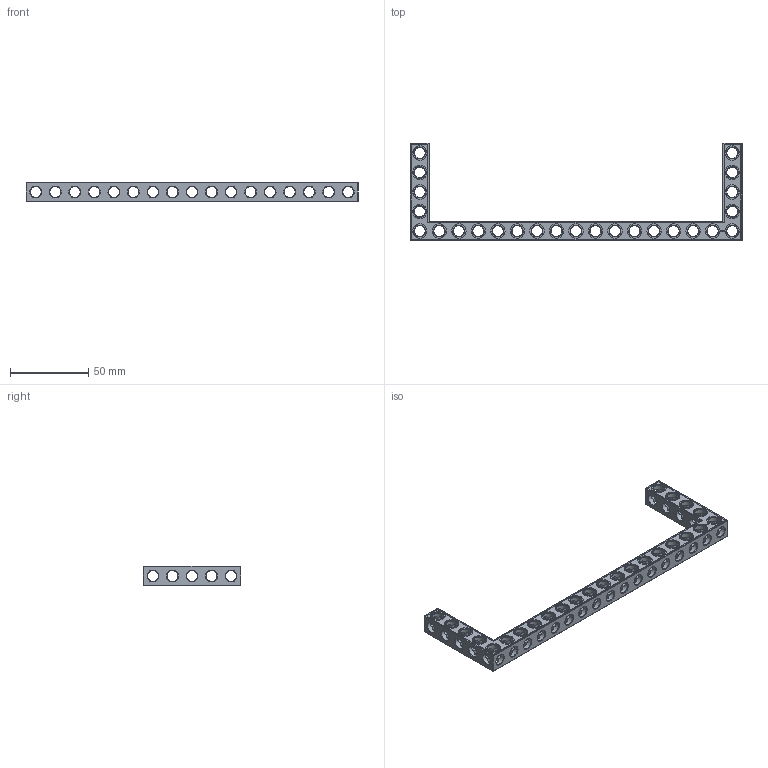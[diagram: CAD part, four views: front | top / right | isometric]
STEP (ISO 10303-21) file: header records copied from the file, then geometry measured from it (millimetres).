
FILE_DESCRIPTION(('FreeCAD Model'),'2;1');
FILE_NAME('Open CASCADE Shape Model','2022-03-06T17:26:36',('Author'),( ''),'Open CASCADE STEP processor 7.5','FreeCAD','Unknown');
FILE_SCHEMA(('AUTOMOTIVE_DESIGN { 1 0 10303 214 1 1 1 1 }'));
Products named in the file (1): Beam AGD ESS USH SYM BU17x05x01 - SPN-BEM-0578 (stemfie.org)
Bounding box: 212.5 x 62.5 x 12.5 mm (x, y, z)
Volume: 24416.9 mm3; surface area: 21884.9 mm2
Topology: 1 solids, 1 shells, 809 faces, 2427 edges, 1579 vertices
Faces by surface type: plane 398, extrusion 158, cylinder 151, cone 102
Full cylindrical faces by diameter (mm): 6.98 x12, 7 x114, 9.2 x25
Entity records: 105629 total; most frequent: CARTESIAN_POINT 59928, DIRECTION 7507, ORIENTED_EDGE 4854, PCURVE 4854, DEFINITIONAL_REPRESENTATION 4854, VECTOR 4838, LINE 4680, EDGE_CURVE 2427
